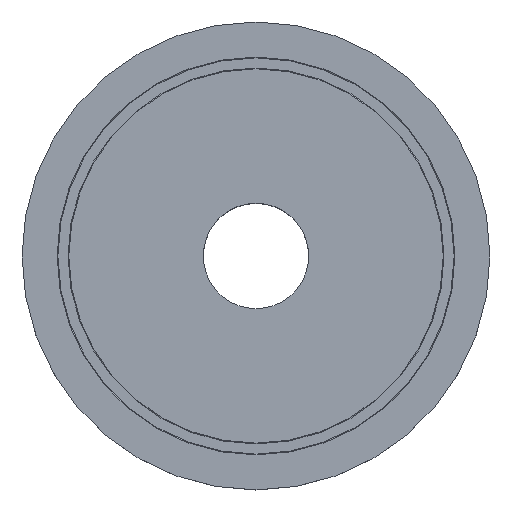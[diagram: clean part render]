
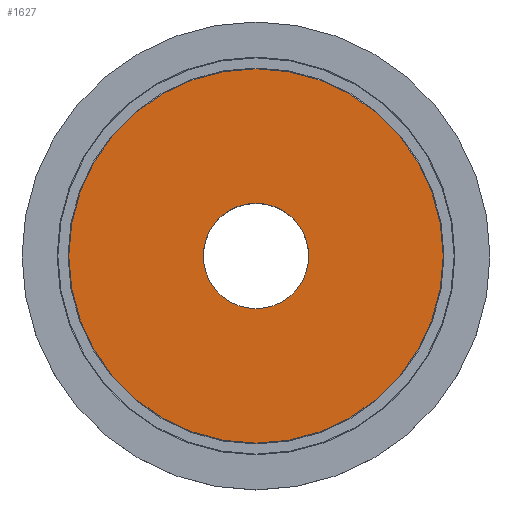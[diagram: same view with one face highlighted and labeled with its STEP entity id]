
A CAD part, top view. The second image highlights one B-rep face of the part: STEP entity #1627.
In plain terms, the highlighted planar face has unit normal (0, 0, 1).
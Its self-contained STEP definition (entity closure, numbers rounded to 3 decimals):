
#31 = CARTESIAN_POINT ( 'NONE',  ( 72., 0., 0. ) ) ;
#35 = EDGE_CURVE ( 'NONE', #770, #1434, #1918, .T. ) ;
#51 = DIRECTION ( 'NONE',  ( -1., 0., 0. ) ) ;
#57 = DIRECTION ( 'NONE',  ( 0., 0., -1. ) ) ;
#61 = CARTESIAN_POINT ( 'NONE',  ( 0., 0., 0. ) ) ;
#97 = AXIS2_PLACEMENT_3D ( 'NONE', #61, #57, #51 ) ;
#122 = CARTESIAN_POINT ( 'NONE',  ( 0., 0., 0. ) ) ;
#203 = DIRECTION ( 'NONE',  ( -1., 0., 0. ) ) ;
#230 = CIRCLE ( 'NONE', #674, 20.25 ) ;
#250 = DIRECTION ( 'NONE',  ( 0., 0., -1. ) ) ;
#253 = EDGE_CURVE ( 'NONE', #884, #447, #230, .T. ) ;
#356 = CARTESIAN_POINT ( 'NONE',  ( 0., 0., 0. ) ) ;
#415 = ORIENTED_EDGE ( 'NONE', *, *, #35, .T. ) ;
#422 = FACE_BOUND ( 'NONE', #1944, .T. ) ;
#447 = VERTEX_POINT ( 'NONE', #1854 ) ;
#558 = DIRECTION ( 'NONE',  ( 1., 0., 0. ) ) ;
#571 = DIRECTION ( 'NONE',  ( 0., 0., 1. ) ) ;
#584 = CARTESIAN_POINT ( 'NONE',  ( 0., 0., 0. ) ) ;
#597 = AXIS2_PLACEMENT_3D ( 'NONE', #356, #250, #203 ) ;
#674 = AXIS2_PLACEMENT_3D ( 'NONE', #122, #1079, #1578 ) ;
#678 = FACE_OUTER_BOUND ( 'NONE', #1532, .T. ) ;
#770 = VERTEX_POINT ( 'NONE', #31 ) ;
#872 = PLANE ( 'NONE',  #597 ) ;
#884 = VERTEX_POINT ( 'NONE', #1787 ) ;
#896 = CIRCLE ( 'NONE', #97, 20.25 ) ;
#1079 = DIRECTION ( 'NONE',  ( 0., 0., -1. ) ) ;
#1125 = CARTESIAN_POINT ( 'NONE',  ( 0., 0., 0. ) ) ;
#1178 = CIRCLE ( 'NONE', #1253, 72. ) ;
#1244 = DIRECTION ( 'NONE',  ( 0., 0., 1. ) ) ;
#1253 = AXIS2_PLACEMENT_3D ( 'NONE', #584, #571, #558 ) ;
#1280 = DIRECTION ( 'NONE',  ( 1., 0., 0. ) ) ;
#1318 = EDGE_CURVE ( 'NONE', #447, #884, #896, .T. ) ;
#1365 = ORIENTED_EDGE ( 'NONE', *, *, #1318, .T. ) ;
#1434 = VERTEX_POINT ( 'NONE', #1630 ) ;
#1493 = ORIENTED_EDGE ( 'NONE', *, *, #253, .T. ) ;
#1532 = EDGE_LOOP ( 'NONE', ( #415, #1651 ) ) ;
#1578 = DIRECTION ( 'NONE',  ( -1., 0., 0. ) ) ;
#1627 = ADVANCED_FACE ( 'NONE', ( #422, #678 ), #872, .F. ) ;
#1630 = CARTESIAN_POINT ( 'NONE',  ( -72., 0., 0. ) ) ;
#1643 = EDGE_CURVE ( 'NONE', #1434, #770, #1178, .T. ) ;
#1651 = ORIENTED_EDGE ( 'NONE', *, *, #1643, .T. ) ;
#1787 = CARTESIAN_POINT ( 'NONE',  ( 20.25, 0., 0. ) ) ;
#1854 = CARTESIAN_POINT ( 'NONE',  ( -20.25, 0., 0. ) ) ;
#1918 = CIRCLE ( 'NONE', #1968, 72. ) ;
#1944 = EDGE_LOOP ( 'NONE', ( #1365, #1493 ) ) ;
#1968 = AXIS2_PLACEMENT_3D ( 'NONE', #1125, #1244, #1280 ) ;
